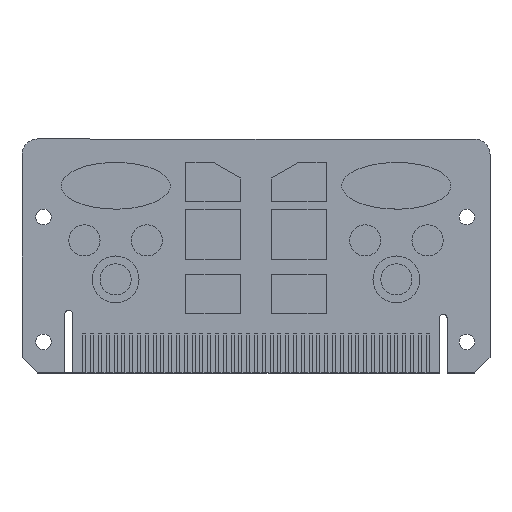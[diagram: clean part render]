
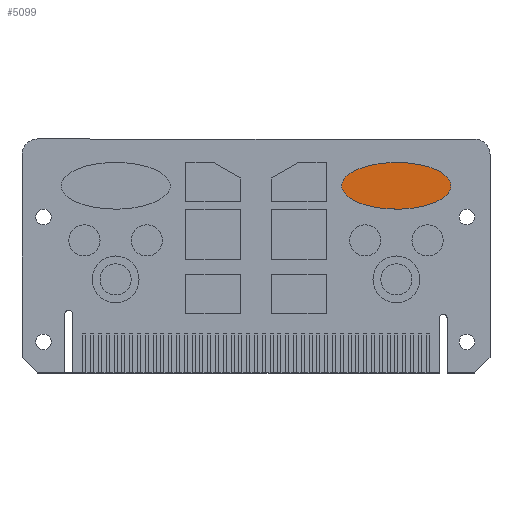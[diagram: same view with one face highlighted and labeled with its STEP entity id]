
A CAD part, top view. The second image highlights one B-rep face of the part: STEP entity #5099.
In plain terms, the highlighted planar face has unit normal (0, 0, 1).
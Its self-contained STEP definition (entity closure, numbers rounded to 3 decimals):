
#5083=CARTESIAN_POINT('',(-59.582,119.862,5.));
#5084=DIRECTION('',(0.,0.,-1.));
#5085=DIRECTION('',(-1.,0.,0.));
#5086=AXIS2_PLACEMENT_3D('',#5083,#5084,#5085);
#5087=PLANE('',#5086);
#5088=CARTESIAN_POINT('',(-24.582,119.862,5.));
#5089=VERTEX_POINT('',#5088);
#5090=CARTESIAN_POINT('',(-59.582,119.862,5.));
#5091=DIRECTION('',(0.,0.,1.));
#5092=DIRECTION('',(1.,0.,-0.));
#5093=AXIS2_PLACEMENT_3D('',#5090,#5091,#5092);
#5094=ELLIPSE('',#5093,35.,15.);
#5095=EDGE_CURVE('',#5089,#5089,#5094,.T.);
#5096=ORIENTED_EDGE('',*,*,#5095,.T.);
#5097=EDGE_LOOP('',(#5096));
#5098=FACE_BOUND('',#5097,.T.);
#5099=ADVANCED_FACE('',(#5098),#5087,.F.);
